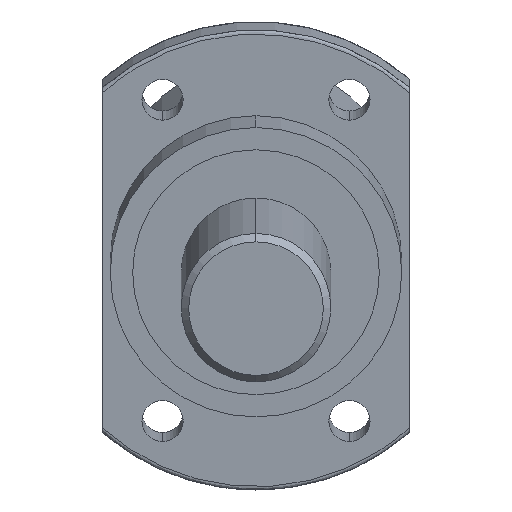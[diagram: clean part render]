
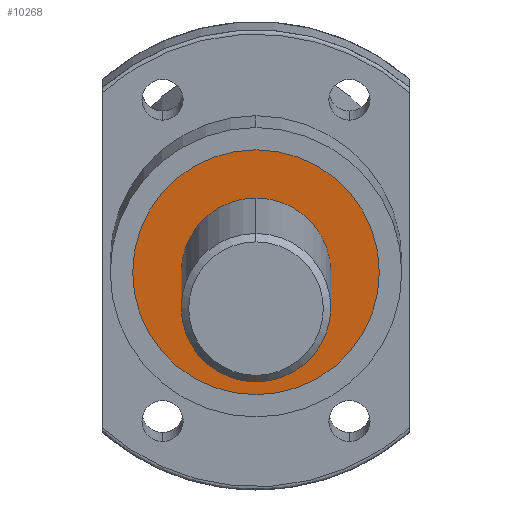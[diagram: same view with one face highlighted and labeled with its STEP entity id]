
A CAD part, left-side view. The second image highlights one B-rep face of the part: STEP entity #10268.
In plain terms, the highlighted planar face has unit normal (-0.993, 0, -0.122).
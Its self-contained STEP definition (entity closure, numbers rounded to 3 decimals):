
#680 = CARTESIAN_POINT ( 'NONE',  ( 232278.002, 105831.947, 21.904 ) ) ;
#778 = AXIS2_PLACEMENT_3D ( 'NONE', #23272, #18735, #12282 ) ;
#1105 = PLANE ( 'NONE',  #17051 ) ;
#1346 = EDGE_CURVE ( 'NONE', #8436, #16072, #11853, .T. ) ;
#2800 = DIRECTION ( 'NONE',  ( -0.993, 0., -0.122 ) ) ;
#3683 = CIRCLE ( 'NONE', #14765, 10. ) ;
#3960 = EDGE_LOOP ( 'NONE', ( #9524, #19552 ) ) ;
#4113 = DIRECTION ( 'NONE',  ( -0.122, 0., 0.993 ) ) ;
#6191 = CARTESIAN_POINT ( 'NONE',  ( 232278.002, 105831.947, 21.904 ) ) ;
#7271 = VERTEX_POINT ( 'NONE', #13634 ) ;
#8436 = VERTEX_POINT ( 'NONE', #13585 ) ;
#9524 = ORIENTED_EDGE ( 'NONE', *, *, #13979, .F. ) ;
#10268 = ADVANCED_FACE ( 'NONE', ( #16708, #27559 ), #1105, .F. ) ;
#10508 = EDGE_LOOP ( 'NONE', ( #25586, #14832 ) ) ;
#10577 = DIRECTION ( 'NONE',  ( 0.993, 0., 0.122 ) ) ;
#11127 = VERTEX_POINT ( 'NONE', #23923 ) ;
#11833 = AXIS2_PLACEMENT_3D ( 'NONE', #6191, #23809, #4113 ) ;
#11853 = CIRCLE ( 'NONE', #778, 16.5 ) ;
#12282 = DIRECTION ( 'NONE',  ( -0.122, 0., 0.993 ) ) ;
#13585 = CARTESIAN_POINT ( 'NONE',  ( 232275.995, 105831.947, 38.281 ) ) ;
#13634 = CARTESIAN_POINT ( 'NONE',  ( 232279.218, 105831.947, 11.978 ) ) ;
#13979 = EDGE_CURVE ( 'NONE', #11127, #7271, #15644, .T. ) ;
#14765 = AXIS2_PLACEMENT_3D ( 'NONE', #680, #2800, #15786 ) ;
#14832 = ORIENTED_EDGE ( 'NONE', *, *, #17790, .F. ) ;
#15644 = CIRCLE ( 'NONE', #11833, 10. ) ;
#15786 = DIRECTION ( 'NONE',  ( -0.122, 0., 0.993 ) ) ;
#16072 = VERTEX_POINT ( 'NONE', #27011 ) ;
#16295 = CARTESIAN_POINT ( 'NONE',  ( 232278.002, 105848.447, 21.904 ) ) ;
#16339 = AXIS2_PLACEMENT_3D ( 'NONE', #17012, #10577, #25900 ) ;
#16708 = FACE_OUTER_BOUND ( 'NONE', #10508, .T. ) ;
#17012 = CARTESIAN_POINT ( 'NONE',  ( 232278.002, 105831.947, 21.904 ) ) ;
#17051 = AXIS2_PLACEMENT_3D ( 'NONE', #16295, #27202, #20771 ) ;
#17790 = EDGE_CURVE ( 'NONE', #16072, #8436, #22359, .T. ) ;
#18735 = DIRECTION ( 'NONE',  ( 0.993, 0., 0.122 ) ) ;
#19552 = ORIENTED_EDGE ( 'NONE', *, *, #26748, .F. ) ;
#20771 = DIRECTION ( 'NONE',  ( 0.122, 0., -0.993 ) ) ;
#22359 = CIRCLE ( 'NONE', #16339, 16.5 ) ;
#23272 = CARTESIAN_POINT ( 'NONE',  ( 232278.002, 105831.947, 21.904 ) ) ;
#23809 = DIRECTION ( 'NONE',  ( -0.993, 0., -0.122 ) ) ;
#23923 = CARTESIAN_POINT ( 'NONE',  ( 232276.786, 105831.947, 31.829 ) ) ;
#25586 = ORIENTED_EDGE ( 'NONE', *, *, #1346, .F. ) ;
#25900 = DIRECTION ( 'NONE',  ( -0.122, 0., 0.993 ) ) ;
#26748 = EDGE_CURVE ( 'NONE', #7271, #11127, #3683, .T. ) ;
#27011 = CARTESIAN_POINT ( 'NONE',  ( 232280.009, 105831.947, 5.526 ) ) ;
#27202 = DIRECTION ( 'NONE',  ( 0.993, 0., 0.122 ) ) ;
#27559 = FACE_BOUND ( 'NONE', #3960, .T. ) ;
